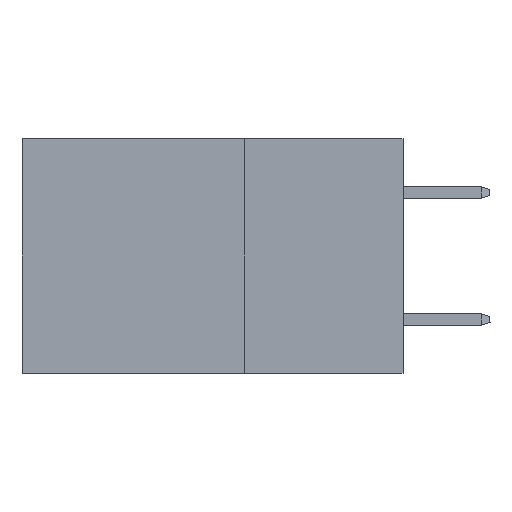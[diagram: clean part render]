
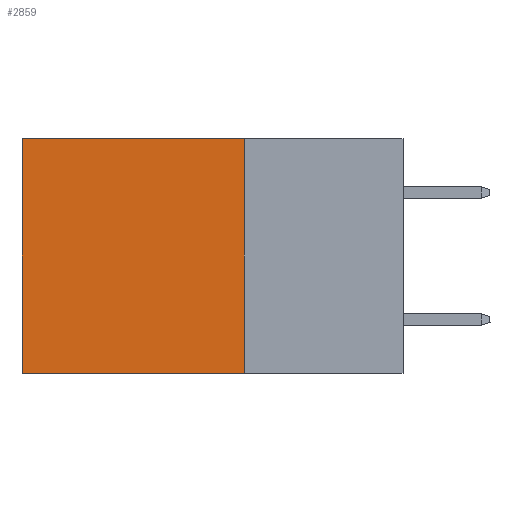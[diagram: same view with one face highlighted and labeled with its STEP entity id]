
A CAD part, left-side view. The second image highlights one B-rep face of the part: STEP entity #2859.
In plain terms, the highlighted planar face has unit normal (-1, 0, 0).
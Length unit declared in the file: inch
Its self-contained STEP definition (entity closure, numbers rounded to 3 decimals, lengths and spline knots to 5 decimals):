
#393 = DIRECTION ( 'NONE',  ( 0., 1., 0. ) ) ;
#1000 = DIRECTION ( 'NONE',  ( 0., 0., -1. ) ) ;
#2011 = ORIENTED_EDGE ( 'NONE', *, *, #10216, .T. ) ;
#2297 = CARTESIAN_POINT ( 'NONE',  ( 0.2875, 0.25, 0. ) ) ;
#2457 = PLANE ( 'NONE',  #10843 ) ;
#2538 = ORIENTED_EDGE ( 'NONE', *, *, #13784, .F. ) ;
#2859 = ADVANCED_FACE ( 'NONE', ( #12749 ), #2457, .F. ) ;
#3278 = VECTOR ( 'NONE', #1000, 39.37008 ) ;
#4279 = EDGE_LOOP ( 'NONE', ( #2011, #4694, #2538, #12857 ) ) ;
#4379 = CARTESIAN_POINT ( 'NONE',  ( 0.2875, 0.25, -0.37 ) ) ;
#4637 = VERTEX_POINT ( 'NONE', #12159 ) ;
#4694 = ORIENTED_EDGE ( 'NONE', *, *, #12690, .F. ) ;
#7036 = CARTESIAN_POINT ( 'NONE',  ( 0.2875, 0.25, 0. ) ) ;
#7188 = LINE ( 'NONE', #11764, #14271 ) ;
#7915 = VERTEX_POINT ( 'NONE', #11150 ) ;
#8125 = DIRECTION ( 'NONE',  ( 1., 0., 0. ) ) ;
#8468 = EDGE_CURVE ( 'NONE', #13446, #4637, #7188, .T. ) ;
#9047 = LINE ( 'NONE', #11281, #9357 ) ;
#9357 = VECTOR ( 'NONE', #14848, 39.37008 ) ;
#10216 = EDGE_CURVE ( 'NONE', #4637, #7915, #11307, .T. ) ;
#10303 = CARTESIAN_POINT ( 'NONE',  ( 0.2875, 0.25, 0. ) ) ;
#10843 = AXIS2_PLACEMENT_3D ( 'NONE', #10303, #8125, #12683 ) ;
#11150 = CARTESIAN_POINT ( 'NONE',  ( 0.2875, 0.6, -0.37 ) ) ;
#11281 = CARTESIAN_POINT ( 'NONE',  ( 0.2875, 0.25, -0.37 ) ) ;
#11307 = LINE ( 'NONE', #11380, #3278 ) ;
#11380 = CARTESIAN_POINT ( 'NONE',  ( 0.2875, 0.6, 0. ) ) ;
#11387 = LINE ( 'NONE', #7036, #11974 ) ;
#11764 = CARTESIAN_POINT ( 'NONE',  ( 0.2875, 0.25, 0. ) ) ;
#11974 = VECTOR ( 'NONE', #13893, 39.37008 ) ;
#12159 = CARTESIAN_POINT ( 'NONE',  ( 0.2875, 0.6, 0. ) ) ;
#12683 = DIRECTION ( 'NONE',  ( 0., 0., -1. ) ) ;
#12690 = EDGE_CURVE ( 'NONE', #13691, #7915, #9047, .T. ) ;
#12749 = FACE_OUTER_BOUND ( 'NONE', #4279, .T. ) ;
#12857 = ORIENTED_EDGE ( 'NONE', *, *, #8468, .T. ) ;
#13446 = VERTEX_POINT ( 'NONE', #2297 ) ;
#13691 = VERTEX_POINT ( 'NONE', #4379 ) ;
#13784 = EDGE_CURVE ( 'NONE', #13446, #13691, #11387, .T. ) ;
#13893 = DIRECTION ( 'NONE',  ( 0., 0., -1. ) ) ;
#14271 = VECTOR ( 'NONE', #393, 39.37008 ) ;
#14848 = DIRECTION ( 'NONE',  ( 0., 1., 0. ) ) ;
